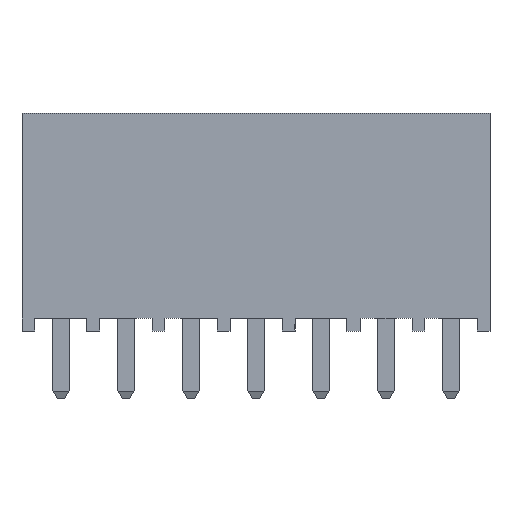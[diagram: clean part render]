
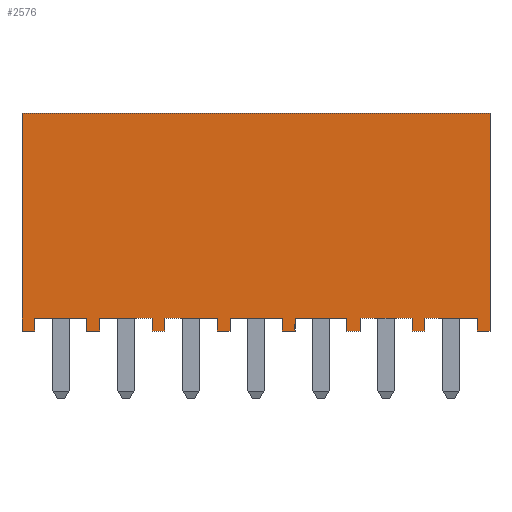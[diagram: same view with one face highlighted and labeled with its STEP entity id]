
A CAD part, top view. The second image highlights one B-rep face of the part: STEP entity #2576.
In plain terms, the highlighted planar face has unit normal (0, 0, 1).
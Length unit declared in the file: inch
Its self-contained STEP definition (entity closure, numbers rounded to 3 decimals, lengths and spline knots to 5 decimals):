
#423=ORIENTED_EDGE('',*,*,#963,.F.);
#424=ORIENTED_EDGE('',*,*,#964,.T.);
#425=ORIENTED_EDGE('',*,*,#965,.F.);
#426=ORIENTED_EDGE('',*,*,#966,.F.);
#427=ORIENTED_EDGE('',*,*,#967,.T.);
#428=ORIENTED_EDGE('',*,*,#968,.T.);
#429=ORIENTED_EDGE('',*,*,#969,.F.);
#430=ORIENTED_EDGE('',*,*,#970,.F.);
#431=ORIENTED_EDGE('',*,*,#971,.F.);
#432=ORIENTED_EDGE('',*,*,#972,.T.);
#433=ORIENTED_EDGE('',*,*,#973,.F.);
#434=ORIENTED_EDGE('',*,*,#974,.F.);
#435=ORIENTED_EDGE('',*,*,#975,.F.);
#436=ORIENTED_EDGE('',*,*,#976,.T.);
#437=ORIENTED_EDGE('',*,*,#977,.F.);
#438=ORIENTED_EDGE('',*,*,#978,.F.);
#439=ORIENTED_EDGE('',*,*,#979,.F.);
#440=ORIENTED_EDGE('',*,*,#980,.T.);
#441=ORIENTED_EDGE('',*,*,#981,.F.);
#442=ORIENTED_EDGE('',*,*,#982,.F.);
#443=ORIENTED_EDGE('',*,*,#983,.F.);
#444=ORIENTED_EDGE('',*,*,#984,.T.);
#445=ORIENTED_EDGE('',*,*,#985,.F.);
#446=ORIENTED_EDGE('',*,*,#986,.F.);
#447=ORIENTED_EDGE('',*,*,#987,.F.);
#448=ORIENTED_EDGE('',*,*,#988,.T.);
#449=ORIENTED_EDGE('',*,*,#989,.F.);
#450=ORIENTED_EDGE('',*,*,#990,.F.);
#451=ORIENTED_EDGE('',*,*,#991,.F.);
#452=ORIENTED_EDGE('',*,*,#992,.T.);
#453=ORIENTED_EDGE('',*,*,#993,.F.);
#454=ORIENTED_EDGE('',*,*,#994,.F.);
#963=EDGE_CURVE('',#1263,#1264,#1563,.T.);
#964=EDGE_CURVE('',#1263,#1265,#1564,.T.);
#965=EDGE_CURVE('',#1266,#1265,#1565,.T.);
#966=EDGE_CURVE('',#1267,#1266,#1566,.T.);
#967=EDGE_CURVE('',#1267,#1268,#1567,.T.);
#968=EDGE_CURVE('',#1268,#1269,#1568,.T.);
#969=EDGE_CURVE('',#1270,#1269,#1569,.T.);
#970=EDGE_CURVE('',#1271,#1270,#1570,.T.);
#971=EDGE_CURVE('',#1272,#1271,#1571,.T.);
#972=EDGE_CURVE('',#1272,#1273,#1572,.T.);
#973=EDGE_CURVE('',#1274,#1273,#1573,.T.);
#974=EDGE_CURVE('',#1275,#1274,#1574,.T.);
#975=EDGE_CURVE('',#1276,#1275,#1575,.T.);
#976=EDGE_CURVE('',#1276,#1277,#1576,.T.);
#977=EDGE_CURVE('',#1278,#1277,#1577,.T.);
#978=EDGE_CURVE('',#1279,#1278,#1578,.T.);
#979=EDGE_CURVE('',#1280,#1279,#1579,.T.);
#980=EDGE_CURVE('',#1280,#1281,#1580,.T.);
#981=EDGE_CURVE('',#1282,#1281,#1581,.T.);
#982=EDGE_CURVE('',#1283,#1282,#1582,.T.);
#983=EDGE_CURVE('',#1284,#1283,#1583,.T.);
#984=EDGE_CURVE('',#1284,#1285,#1584,.T.);
#985=EDGE_CURVE('',#1286,#1285,#1585,.T.);
#986=EDGE_CURVE('',#1287,#1286,#1586,.T.);
#987=EDGE_CURVE('',#1288,#1287,#1587,.T.);
#988=EDGE_CURVE('',#1288,#1289,#1588,.T.);
#989=EDGE_CURVE('',#1290,#1289,#1589,.T.);
#990=EDGE_CURVE('',#1291,#1290,#1590,.T.);
#991=EDGE_CURVE('',#1292,#1291,#1591,.T.);
#992=EDGE_CURVE('',#1292,#1293,#1592,.T.);
#993=EDGE_CURVE('',#1294,#1293,#1593,.T.);
#994=EDGE_CURVE('',#1264,#1294,#1594,.T.);
#1263=VERTEX_POINT('',#3862);
#1264=VERTEX_POINT('',#3863);
#1265=VERTEX_POINT('',#3865);
#1266=VERTEX_POINT('',#3867);
#1267=VERTEX_POINT('',#3869);
#1268=VERTEX_POINT('',#3871);
#1269=VERTEX_POINT('',#3873);
#1270=VERTEX_POINT('',#3875);
#1271=VERTEX_POINT('',#3877);
#1272=VERTEX_POINT('',#3879);
#1273=VERTEX_POINT('',#3881);
#1274=VERTEX_POINT('',#3883);
#1275=VERTEX_POINT('',#3885);
#1276=VERTEX_POINT('',#3887);
#1277=VERTEX_POINT('',#3889);
#1278=VERTEX_POINT('',#3891);
#1279=VERTEX_POINT('',#3893);
#1280=VERTEX_POINT('',#3895);
#1281=VERTEX_POINT('',#3897);
#1282=VERTEX_POINT('',#3899);
#1283=VERTEX_POINT('',#3901);
#1284=VERTEX_POINT('',#3903);
#1285=VERTEX_POINT('',#3905);
#1286=VERTEX_POINT('',#3907);
#1287=VERTEX_POINT('',#3909);
#1288=VERTEX_POINT('',#3911);
#1289=VERTEX_POINT('',#3913);
#1290=VERTEX_POINT('',#3915);
#1291=VERTEX_POINT('',#3917);
#1292=VERTEX_POINT('',#3919);
#1293=VERTEX_POINT('',#3921);
#1294=VERTEX_POINT('',#3923);
#1563=LINE('',#3861,#1923);
#1564=LINE('',#3864,#1924);
#1565=LINE('',#3866,#1925);
#1566=LINE('',#3868,#1926);
#1567=LINE('',#3870,#1927);
#1568=LINE('',#3872,#1928);
#1569=LINE('',#3874,#1929);
#1570=LINE('',#3876,#1930);
#1571=LINE('',#3878,#1931);
#1572=LINE('',#3880,#1932);
#1573=LINE('',#3882,#1933);
#1574=LINE('',#3884,#1934);
#1575=LINE('',#3886,#1935);
#1576=LINE('',#3888,#1936);
#1577=LINE('',#3890,#1937);
#1578=LINE('',#3892,#1938);
#1579=LINE('',#3894,#1939);
#1580=LINE('',#3896,#1940);
#1581=LINE('',#3898,#1941);
#1582=LINE('',#3900,#1942);
#1583=LINE('',#3902,#1943);
#1584=LINE('',#3904,#1944);
#1585=LINE('',#3906,#1945);
#1586=LINE('',#3908,#1946);
#1587=LINE('',#3910,#1947);
#1588=LINE('',#3912,#1948);
#1589=LINE('',#3914,#1949);
#1590=LINE('',#3916,#1950);
#1591=LINE('',#3918,#1951);
#1592=LINE('',#3920,#1952);
#1593=LINE('',#3922,#1953);
#1594=LINE('',#3924,#1954);
#1923=VECTOR('',#3154,39.37008);
#1924=VECTOR('',#3155,39.37008);
#1925=VECTOR('',#3156,39.37008);
#1926=VECTOR('',#3157,39.37008);
#1927=VECTOR('',#3158,39.37008);
#1928=VECTOR('',#3159,39.37008);
#1929=VECTOR('',#3160,39.37008);
#1930=VECTOR('',#3161,39.37008);
#1931=VECTOR('',#3162,39.37008);
#1932=VECTOR('',#3163,39.37008);
#1933=VECTOR('',#3164,39.37008);
#1934=VECTOR('',#3165,39.37008);
#1935=VECTOR('',#3166,39.37008);
#1936=VECTOR('',#3167,39.37008);
#1937=VECTOR('',#3168,39.37008);
#1938=VECTOR('',#3169,39.37008);
#1939=VECTOR('',#3170,39.37008);
#1940=VECTOR('',#3171,39.37008);
#1941=VECTOR('',#3172,39.37008);
#1942=VECTOR('',#3173,39.37008);
#1943=VECTOR('',#3174,39.37008);
#1944=VECTOR('',#3175,39.37008);
#1945=VECTOR('',#3176,39.37008);
#1946=VECTOR('',#3177,39.37008);
#1947=VECTOR('',#3178,39.37008);
#1948=VECTOR('',#3179,39.37008);
#1949=VECTOR('',#3180,39.37008);
#1950=VECTOR('',#3181,39.37008);
#1951=VECTOR('',#3182,39.37008);
#1952=VECTOR('',#3183,39.37008);
#1953=VECTOR('',#3184,39.37008);
#1954=VECTOR('',#3185,39.37008);
#2148=EDGE_LOOP('',(#423,#424,#425,#426,#427,#428,#429,#430,#431,#432,#433,
#434,#435,#436,#437,#438,#439,#440,#441,#442,#443,#444,#445,#446,#447,#448,
#449,#450,#451,#452,#453,#454));
#2300=FACE_BOUND('',#2148,.T.);
#2445=PLANE('',#2734);
#2576=ADVANCED_FACE('',(#2300),#2445,.F.);
#2734=AXIS2_PLACEMENT_3D('',#3860,#3152,#3153);
#3152=DIRECTION('',(0.,0.,-1.));
#3153=DIRECTION('',(-1.,0.,0.));
#3154=DIRECTION('',(0.,1.,0.));
#3155=DIRECTION('',(1.,0.,0.));
#3156=DIRECTION('',(0.,-1.,0.));
#3157=DIRECTION('',(1.,0.,0.));
#3158=DIRECTION('',(0.,-1.,0.));
#3159=DIRECTION('',(1.,0.,0.));
#3160=DIRECTION('',(0.,-1.,0.));
#3161=DIRECTION('',(-1.,0.,0.));
#3162=DIRECTION('',(0.,1.,0.));
#3163=DIRECTION('',(1.,0.,0.));
#3164=DIRECTION('',(0.,-1.,0.));
#3165=DIRECTION('',(-1.,0.,0.));
#3166=DIRECTION('',(0.,1.,0.));
#3167=DIRECTION('',(1.,0.,0.));
#3168=DIRECTION('',(0.,-1.,0.));
#3169=DIRECTION('',(-1.,0.,0.));
#3170=DIRECTION('',(0.,1.,0.));
#3171=DIRECTION('',(1.,0.,0.));
#3172=DIRECTION('',(0.,-1.,0.));
#3173=DIRECTION('',(-1.,0.,0.));
#3174=DIRECTION('',(0.,1.,0.));
#3175=DIRECTION('',(1.,0.,0.));
#3176=DIRECTION('',(0.,-1.,0.));
#3177=DIRECTION('',(-1.,0.,0.));
#3178=DIRECTION('',(0.,1.,0.));
#3179=DIRECTION('',(1.,0.,0.));
#3180=DIRECTION('',(0.,-1.,0.));
#3181=DIRECTION('',(-1.,0.,0.));
#3182=DIRECTION('',(0.,1.,0.));
#3183=DIRECTION('',(1.,0.,0.));
#3184=DIRECTION('',(0.,-1.,0.));
#3185=DIRECTION('',(-1.,0.,0.));
#3860=CARTESIAN_POINT('',(-0.36,0.335,0.0475));
#3861=CARTESIAN_POINT('',(0.34,0.335,0.0475));
#3862=CARTESIAN_POINT('',(0.34,0.,0.0475));
#3863=CARTESIAN_POINT('',(0.34,0.02,0.0475));
#3864=CARTESIAN_POINT('',(-0.36,0.,0.0475));
#3865=CARTESIAN_POINT('',(0.36,0.,0.0475));
#3866=CARTESIAN_POINT('',(0.36,0.335,0.0475));
#3867=CARTESIAN_POINT('',(0.36,0.335,0.0475));
#3868=CARTESIAN_POINT('',(-0.36,0.335,0.0475));
#3869=CARTESIAN_POINT('',(-0.36,0.335,0.0475));
#3870=CARTESIAN_POINT('',(-0.36,0.335,0.0475));
#3871=CARTESIAN_POINT('',(-0.36,0.,0.0475));
#3872=CARTESIAN_POINT('',(-0.36,0.,0.0475));
#3873=CARTESIAN_POINT('',(-0.34,0.,0.0475));
#3874=CARTESIAN_POINT('',(-0.34,0.335,0.0475));
#3875=CARTESIAN_POINT('',(-0.34,0.02,0.0475));
#3876=CARTESIAN_POINT('',(-0.36,0.02,0.0475));
#3877=CARTESIAN_POINT('',(-0.26,0.02,0.0475));
#3878=CARTESIAN_POINT('',(-0.26,0.335,0.0475));
#3879=CARTESIAN_POINT('',(-0.26,0.,0.0475));
#3880=CARTESIAN_POINT('',(-0.36,0.,0.0475));
#3881=CARTESIAN_POINT('',(-0.24,0.,0.0475));
#3882=CARTESIAN_POINT('',(-0.24,0.335,0.0475));
#3883=CARTESIAN_POINT('',(-0.24,0.02,0.0475));
#3884=CARTESIAN_POINT('',(-0.36,0.02,0.0475));
#3885=CARTESIAN_POINT('',(-0.16,0.02,0.0475));
#3886=CARTESIAN_POINT('',(-0.16,0.335,0.0475));
#3887=CARTESIAN_POINT('',(-0.16,0.,0.0475));
#3888=CARTESIAN_POINT('',(-0.36,0.,0.0475));
#3889=CARTESIAN_POINT('',(-0.14,0.,0.0475));
#3890=CARTESIAN_POINT('',(-0.14,0.335,0.0475));
#3891=CARTESIAN_POINT('',(-0.14,0.02,0.0475));
#3892=CARTESIAN_POINT('',(-0.36,0.02,0.0475));
#3893=CARTESIAN_POINT('',(-0.06,0.02,0.0475));
#3894=CARTESIAN_POINT('',(-0.06,0.335,0.0475));
#3895=CARTESIAN_POINT('',(-0.06,0.,0.0475));
#3896=CARTESIAN_POINT('',(-0.36,0.,0.0475));
#3897=CARTESIAN_POINT('',(-0.04,0.,0.0475));
#3898=CARTESIAN_POINT('',(-0.04,0.335,0.0475));
#3899=CARTESIAN_POINT('',(-0.04,0.02,0.0475));
#3900=CARTESIAN_POINT('',(-0.36,0.02,0.0475));
#3901=CARTESIAN_POINT('',(0.04,0.02,0.0475));
#3902=CARTESIAN_POINT('',(0.04,0.335,0.0475));
#3903=CARTESIAN_POINT('',(0.04,0.,0.0475));
#3904=CARTESIAN_POINT('',(-0.36,0.,0.0475));
#3905=CARTESIAN_POINT('',(0.06,0.,0.0475));
#3906=CARTESIAN_POINT('',(0.06,0.335,0.0475));
#3907=CARTESIAN_POINT('',(0.06,0.02,0.0475));
#3908=CARTESIAN_POINT('',(-0.36,0.02,0.0475));
#3909=CARTESIAN_POINT('',(0.14,0.02,0.0475));
#3910=CARTESIAN_POINT('',(0.14,0.335,0.0475));
#3911=CARTESIAN_POINT('',(0.14,0.,0.0475));
#3912=CARTESIAN_POINT('',(-0.36,0.,0.0475));
#3913=CARTESIAN_POINT('',(0.16,0.,0.0475));
#3914=CARTESIAN_POINT('',(0.16,0.335,0.0475));
#3915=CARTESIAN_POINT('',(0.16,0.02,0.0475));
#3916=CARTESIAN_POINT('',(-0.36,0.02,0.0475));
#3917=CARTESIAN_POINT('',(0.24,0.02,0.0475));
#3918=CARTESIAN_POINT('',(0.24,0.335,0.0475));
#3919=CARTESIAN_POINT('',(0.24,0.,0.0475));
#3920=CARTESIAN_POINT('',(-0.36,0.,0.0475));
#3921=CARTESIAN_POINT('',(0.26,0.,0.0475));
#3922=CARTESIAN_POINT('',(0.26,0.335,0.0475));
#3923=CARTESIAN_POINT('',(0.26,0.02,0.0475));
#3924=CARTESIAN_POINT('',(-0.36,0.02,0.0475));
